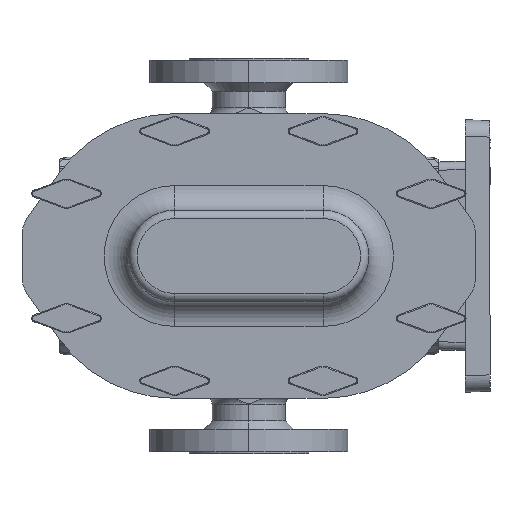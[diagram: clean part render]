
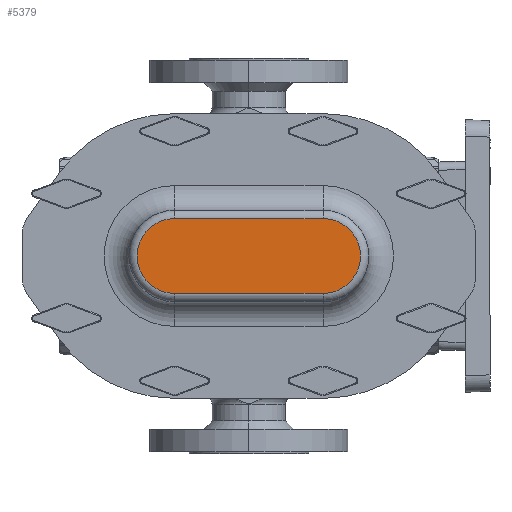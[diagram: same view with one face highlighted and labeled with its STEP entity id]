
A CAD part, left-side view. The second image highlights one B-rep face of the part: STEP entity #5379.
In plain terms, the highlighted planar face has unit normal (-1, 0, 0).
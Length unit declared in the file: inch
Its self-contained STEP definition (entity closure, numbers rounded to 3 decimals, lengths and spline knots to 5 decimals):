
#60 = CARTESIAN_POINT ( 'NONE',  ( -2.21, 2.25, 0. ) ) ;
#496 = AXIS2_PLACEMENT_3D ( 'NONE', #15623, #24913, #27645 ) ;
#1825 = DIRECTION ( 'NONE',  ( 0., -1., 0. ) ) ;
#3039 = PLANE ( 'NONE',  #37713 ) ;
#3638 = CARTESIAN_POINT ( 'NONE',  ( -2.21, -2.25, 1.135 ) ) ;
#3745 = DIRECTION ( 'NONE',  ( 0., 1., 0. ) ) ;
#5379 = ADVANCED_FACE ( 'NONE', ( #33593 ), #3039, .T. ) ;
#5858 = ORIENTED_EDGE ( 'NONE', *, *, #36590, .T. ) ;
#7445 = CIRCLE ( 'NONE', #496, 1.135 ) ;
#9402 = CARTESIAN_POINT ( 'NONE',  ( -2.21, 2.25, -1.135 ) ) ;
#10096 = CARTESIAN_POINT ( 'NONE',  ( -2.21, -2.25, -1.135 ) ) ;
#10189 = DIRECTION ( 'NONE',  ( -1., 0., 0. ) ) ;
#10505 = VERTEX_POINT ( 'NONE', #10096 ) ;
#14759 = VERTEX_POINT ( 'NONE', #27815 ) ;
#15623 = CARTESIAN_POINT ( 'NONE',  ( -2.21, -2.25, 0. ) ) ;
#18664 = LINE ( 'NONE', #33637, #22654 ) ;
#19830 = EDGE_LOOP ( 'NONE', ( #5858, #37184, #29226, #35034 ) ) ;
#21742 = CARTESIAN_POINT ( 'NONE',  ( -2.21, 2.25, 1.135 ) ) ;
#22654 = VECTOR ( 'NONE', #1825, 39.37008 ) ;
#24466 = EDGE_CURVE ( 'NONE', #14759, #28944, #33707, .T. ) ;
#24913 = DIRECTION ( 'NONE',  ( -1., 0., 0. ) ) ;
#27106 = DIRECTION ( 'NONE',  ( 0., 0., 1. ) ) ;
#27645 = DIRECTION ( 'NONE',  ( 0., 0., 1. ) ) ;
#27815 = CARTESIAN_POINT ( 'NONE',  ( -2.21, 2.25, 1.135 ) ) ;
#28310 = EDGE_CURVE ( 'NONE', #10505, #34424, #7445, .T. ) ;
#28352 = VECTOR ( 'NONE', #3745, 39.37008 ) ;
#28944 = VERTEX_POINT ( 'NONE', #9402 ) ;
#29226 = ORIENTED_EDGE ( 'NONE', *, *, #34437, .T. ) ;
#31186 = LINE ( 'NONE', #21742, #28352 ) ;
#33593 = FACE_OUTER_BOUND ( 'NONE', #19830, .T. ) ;
#33637 = CARTESIAN_POINT ( 'NONE',  ( -2.21, -2.25, -1.135 ) ) ;
#33707 = CIRCLE ( 'NONE', #37512, 1.135 ) ;
#34266 = DIRECTION ( 'NONE',  ( 0., 0., 1. ) ) ;
#34424 = VERTEX_POINT ( 'NONE', #3638 ) ;
#34437 = EDGE_CURVE ( 'NONE', #28944, #10505, #18664, .T. ) ;
#35034 = ORIENTED_EDGE ( 'NONE', *, *, #28310, .T. ) ;
#36180 = DIRECTION ( 'NONE',  ( -1., 0., 0. ) ) ;
#36590 = EDGE_CURVE ( 'NONE', #34424, #14759, #31186, .T. ) ;
#37184 = ORIENTED_EDGE ( 'NONE', *, *, #24466, .T. ) ;
#37221 = CARTESIAN_POINT ( 'NONE',  ( -2.21, 2.25, 0. ) ) ;
#37512 = AXIS2_PLACEMENT_3D ( 'NONE', #37221, #10189, #34266 ) ;
#37713 = AXIS2_PLACEMENT_3D ( 'NONE', #60, #36180, #27106 ) ;
